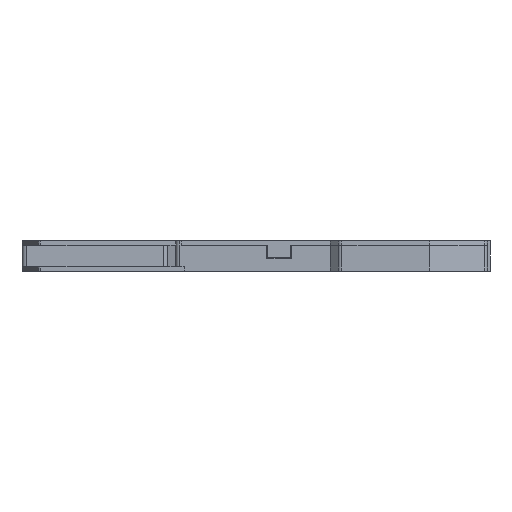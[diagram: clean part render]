
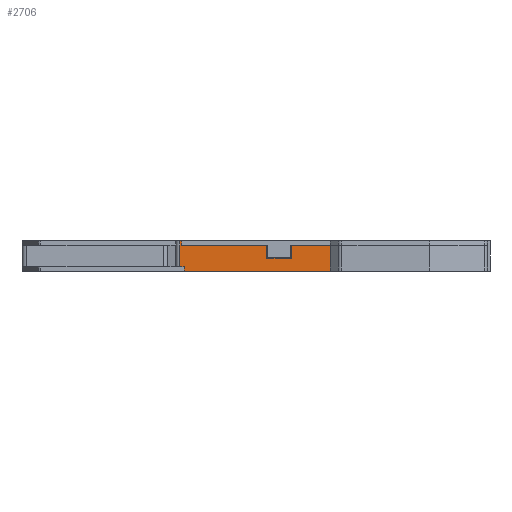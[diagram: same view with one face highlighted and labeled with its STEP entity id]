
A CAD part, front view. The second image highlights one B-rep face of the part: STEP entity #2706.
In plain terms, the highlighted planar face has unit normal (0, -1, 0).
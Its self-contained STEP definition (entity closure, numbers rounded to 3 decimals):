
#2706=ADVANCED_FACE('',(#17328),#17330,.F.);
#17328=FACE_BOUND('',#17329,.T.);
#17329=EDGE_LOOP('',(#31911,#31912,#31913,#31914,#31915,#31916,#31917,#31918,#31919,
#31920,#31921,#31922));
#17330=PLANE('',#17331);
#17331=AXIS2_PLACEMENT_3D('',#17332,#17333,#17334);
#17332=CARTESIAN_POINT('',(20.3,-51.5,5.3));
#17333=DIRECTION('',(0.,1.,0.));
#17334=DIRECTION('',(-1.,0.,0.));
#31911=ORIENTED_EDGE('',*,*,#40884,.F.);
#31912=ORIENTED_EDGE('',*,*,#39133,.T.);
#31913=ORIENTED_EDGE('',*,*,#40885,.F.);
#31914=ORIENTED_EDGE('',*,*,#40886,.T.);
#31915=ORIENTED_EDGE('',*,*,#40623,.T.);
#31916=ORIENTED_EDGE('',*,*,#40887,.F.);
#31917=ORIENTED_EDGE('',*,*,#40213,.F.);
#31918=ORIENTED_EDGE('',*,*,#40888,.T.);
#31919=ORIENTED_EDGE('',*,*,#40889,.F.);
#31920=ORIENTED_EDGE('',*,*,#40890,.T.);
#31921=ORIENTED_EDGE('',*,*,#39542,.F.);
#31922=ORIENTED_EDGE('',*,*,#40891,.F.);
#39133=EDGE_CURVE('',#43858,#43856,#43859,.T.);
#39542=EDGE_CURVE('',#44654,#44656,#44657,.T.);
#40213=EDGE_CURVE('',#45894,#45896,#45897,.T.);
#40623=EDGE_CURVE('',#46612,#46610,#46613,.T.);
#40884=EDGE_CURVE('',#43858,#47086,#47087,.T.);
#40885=EDGE_CURVE('',#47088,#43856,#47089,.T.);
#40886=EDGE_CURVE('',#47088,#46612,#47090,.T.);
#40887=EDGE_CURVE('',#45896,#46610,#47091,.T.);
#40888=EDGE_CURVE('',#45894,#47092,#47093,.T.);
#40889=EDGE_CURVE('',#47094,#47092,#47095,.T.);
#40890=EDGE_CURVE('',#47094,#44656,#47096,.T.);
#40891=EDGE_CURVE('',#47086,#44654,#47097,.T.);
#43856=VERTEX_POINT('',#51765);
#43858=VERTEX_POINT('',#51770);
#43859=LINE('',#51771,#51772);
#44654=VERTEX_POINT('',#53984);
#44656=VERTEX_POINT('',#53988);
#44657=LINE('',#53989,#53990);
#45894=VERTEX_POINT('',#56620);
#45896=VERTEX_POINT('',#56624);
#45897=LINE('',#56625,#56626);
#46610=VERTEX_POINT('',#58173);
#46612=VERTEX_POINT('',#58177);
#46613=LINE('',#58178,#58179);
#47086=VERTEX_POINT('',#59188);
#47087=LINE('',#59189,#59190);
#47088=VERTEX_POINT('',#59192);
#47089=LINE('',#59193,#59194);
#47090=LINE('',#59196,#59197);
#47091=LINE('',#59199,#59200);
#47092=VERTEX_POINT('',#59202);
#47093=LINE('',#59203,#59204);
#47094=VERTEX_POINT('',#59206);
#47095=LINE('',#59207,#59208);
#47096=LINE('',#59210,#59211);
#47097=LINE('',#59213,#59214);
#51765=CARTESIAN_POINT('',(-12.764,-51.5,0.9));
#51770=CARTESIAN_POINT('',(-12.764,-51.5,6.2));
#51771=CARTESIAN_POINT('',(-12.764,-51.5,6.2));
#51772=VECTOR('',#51773,1.);
#51773=DIRECTION('',(0.,0.,-1.));
#53984=CARTESIAN_POINT('',(-12.3,-51.5,5.3));
#53988=CARTESIAN_POINT('',(5.1,-51.5,5.3));
#53989=CARTESIAN_POINT('',(-12.3,-51.5,5.3));
#53990=VECTOR('',#53991,1.);
#53991=DIRECTION('',(1.,0.,0.));
#56620=CARTESIAN_POINT('',(10.2,-51.5,5.3));
#56624=CARTESIAN_POINT('',(20.3,-51.5,5.3));
#56625=CARTESIAN_POINT('',(10.2,-51.5,5.3));
#56626=VECTOR('',#56627,1.);
#56627=DIRECTION('',(1.,0.,0.));
#58173=CARTESIAN_POINT('',(20.3,-51.5,0.));
#58177=CARTESIAN_POINT('',(-11.8,-51.5,0.));
#58178=CARTESIAN_POINT('',(-11.8,-51.5,0.));
#58179=VECTOR('',#58180,1.);
#58180=DIRECTION('',(1.,0.,0.));
#59188=CARTESIAN_POINT('',(-12.3,-51.5,6.2));
#59189=CARTESIAN_POINT('',(-12.764,-51.5,6.2));
#59190=VECTOR('',#59191,1.);
#59191=DIRECTION('',(1.,0.,0.));
#59192=CARTESIAN_POINT('',(-11.8,-51.5,0.9));
#59193=CARTESIAN_POINT('',(-11.8,-51.5,0.9));
#59194=VECTOR('',#59195,1.);
#59195=DIRECTION('',(-1.,0.,0.));
#59196=CARTESIAN_POINT('',(-11.8,-51.5,0.9));
#59197=VECTOR('',#59198,1.);
#59198=DIRECTION('',(0.,0.,-1.));
#59199=CARTESIAN_POINT('',(20.3,-51.5,5.3));
#59200=VECTOR('',#59201,1.);
#59201=DIRECTION('',(0.,0.,-1.));
#59202=CARTESIAN_POINT('',(10.2,-51.5,2.6));
#59203=CARTESIAN_POINT('',(10.2,-51.5,5.3));
#59204=VECTOR('',#59205,1.);
#59205=DIRECTION('',(0.,0.,-1.));
#59206=CARTESIAN_POINT('',(5.1,-51.5,2.6));
#59207=CARTESIAN_POINT('',(5.1,-51.5,2.6));
#59208=VECTOR('',#59209,1.);
#59209=DIRECTION('',(1.,0.,0.));
#59210=CARTESIAN_POINT('',(5.1,-51.5,2.6));
#59211=VECTOR('',#59212,1.);
#59212=DIRECTION('',(0.,0.,1.));
#59213=CARTESIAN_POINT('',(-12.3,-51.5,6.2));
#59214=VECTOR('',#59215,1.);
#59215=DIRECTION('',(0.,0.,-1.));
